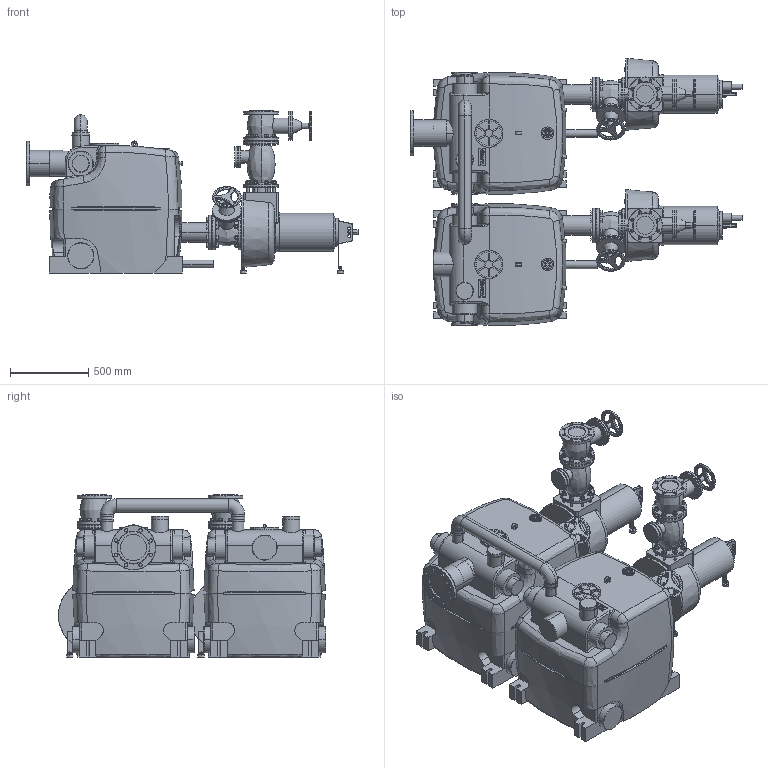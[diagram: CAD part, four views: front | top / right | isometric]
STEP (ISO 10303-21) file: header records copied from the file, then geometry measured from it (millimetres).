
FILE_DESCRIPTION((''),'2;1');
FILE_NAME('3d_DrainLift XXL - 1080-2_5.2-2509035.stp','2009-02-19T09:58:02',(''),(''),'Mechanical Desktop 2008','Mechanical Desktop 2008',', , ');
FILE_SCHEMA(('CONFIG_CONTROL_DESIGN'));
Length unit declared in the file: millimetre
Products named in the file (1): 3D_DRAINLIFT XXL - 1080-2_5.2-2509035
Bounding box: 2125 x 1710 x 1037 mm (x, y, z)
Volume: 1093683902.5 mm3; surface area: 13872182.6 mm2
Topology: 236 solids, 236 shells, 3243 faces, 7360 edges, 4800 vertices
Faces by surface type: plane 1200, bspline 871, cylinder 816, torus 182, cone 170, sphere 4
Entity records: 110305 total; most frequent: CARTESIAN_POINT 37933, DIRECTION 14736, ORIENTED_EDGE 14712, EDGE_CURVE 7356, AXIS2_PLACEMENT_3D 5423, VERTEX_POINT 4800, VECTOR 3890, LINE 3890
